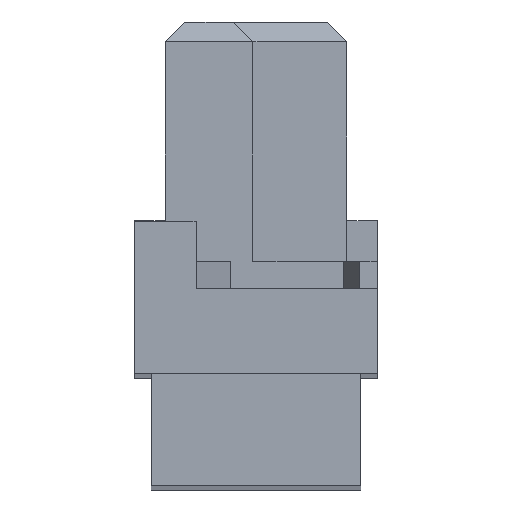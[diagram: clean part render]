
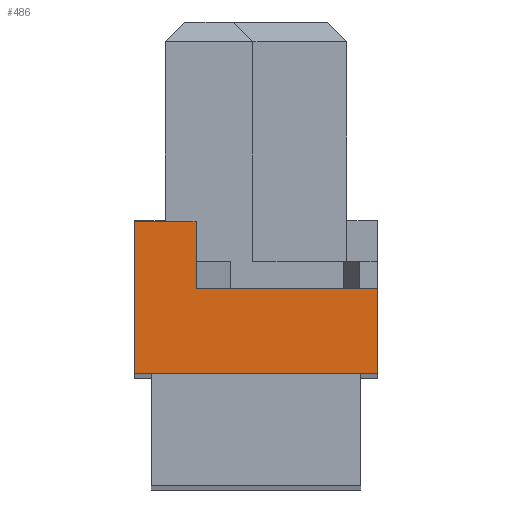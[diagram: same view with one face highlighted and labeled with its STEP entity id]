
A CAD part, top view. The second image highlights one B-rep face of the part: STEP entity #486.
In plain terms, the highlighted planar face has unit normal (0, 0, 1).
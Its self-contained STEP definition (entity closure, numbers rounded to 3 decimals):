
#486=ADVANCED_FACE('',(#1233),#861,.T.);
#861=PLANE('',#7281);
#1233=FACE_OUTER_BOUND('',#1675,.T.);
#1675=EDGE_LOOP('',(#3424,#3425,#3426,#3427,#3428,#3429));
#3424=ORIENTED_EDGE('',*,*,#5031,.T.);
#3425=ORIENTED_EDGE('',*,*,#4911,.T.);
#3426=ORIENTED_EDGE('',*,*,#4906,.T.);
#3427=ORIENTED_EDGE('',*,*,#5032,.F.);
#3428=ORIENTED_EDGE('',*,*,#5033,.F.);
#3429=ORIENTED_EDGE('',*,*,#5023,.F.);
#4049=VERTEX_POINT('',#10557);
#4050=VERTEX_POINT('',#10559);
#4053=VERTEX_POINT('',#10569);
#4125=VERTEX_POINT('',#10794);
#4126=VERTEX_POINT('',#10796);
#4130=VERTEX_POINT('',#10814);
#4906=EDGE_CURVE('',#4050,#4049,#5822,.T.);
#4911=EDGE_CURVE('',#4053,#4050,#5827,.T.);
#5023=EDGE_CURVE('',#4125,#4126,#5939,.T.);
#5031=EDGE_CURVE('',#4125,#4053,#5947,.T.);
#5032=EDGE_CURVE('',#4130,#4049,#5948,.T.);
#5033=EDGE_CURVE('',#4126,#4130,#5949,.T.);
#5822=LINE('',#10558,#6738);
#5827=LINE('',#10568,#6743);
#5939=LINE('',#10795,#6855);
#5947=LINE('',#10811,#6863);
#5948=LINE('',#10813,#6864);
#5949=LINE('',#10815,#6865);
#6738=VECTOR('',#8679,1.);
#6743=VECTOR('',#8688,1.);
#6855=VECTOR('',#8884,1.);
#6863=VECTOR('',#8900,1.);
#6864=VECTOR('',#8903,1.);
#6865=VECTOR('',#8904,1.);
#7281=AXIS2_PLACEMENT_3D('',#10816,#8905,#8906);
#8679=DIRECTION('',(-1.,0.,0.));
#8688=DIRECTION('',(0.,1.,0.));
#8884=DIRECTION('',(0.,-1.,0.));
#8900=DIRECTION('',(-1.,0.,0.));
#8903=DIRECTION('',(0.,1.,0.));
#8904=DIRECTION('',(-1.,0.,0.));
#8905=DIRECTION('',(0.,0.,1.));
#8906=DIRECTION('',(1.,0.,0.));
#10557=CARTESIAN_POINT('',(0.,5.,94.9));
#10558=CARTESIAN_POINT('',(2.02,5.,94.9));
#10559=CARTESIAN_POINT('',(2.02,5.,94.9));
#10568=CARTESIAN_POINT('',(2.02,2.8,94.9));
#10569=CARTESIAN_POINT('',(2.02,2.8,94.9));
#10794=CARTESIAN_POINT('',(8.,2.8,94.9));
#10795=CARTESIAN_POINT('',(8.,2.8,94.9));
#10796=CARTESIAN_POINT('',(8.,0.,94.9));
#10811=CARTESIAN_POINT('',(8.,2.8,94.9));
#10813=CARTESIAN_POINT('',(0.,0.,94.9));
#10814=CARTESIAN_POINT('',(0.,0.,94.9));
#10815=CARTESIAN_POINT('',(8.,0.,94.9));
#10816=CARTESIAN_POINT('',(-0.4,-0.58,94.9));
